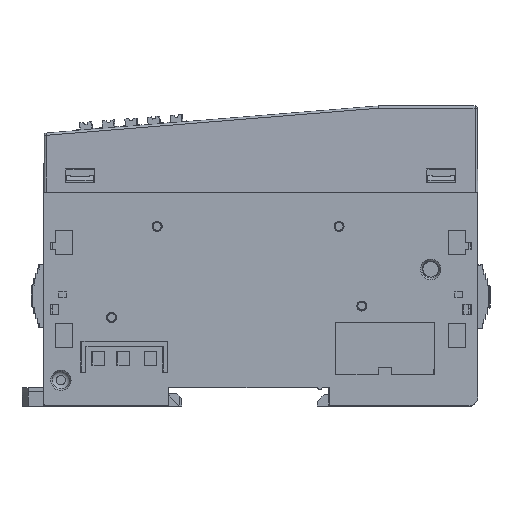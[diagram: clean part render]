
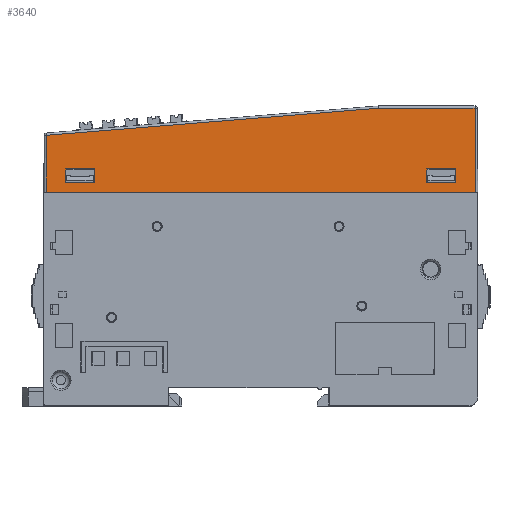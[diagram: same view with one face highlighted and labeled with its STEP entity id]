
A CAD part, left-side view. The second image highlights one B-rep face of the part: STEP entity #3640.
In plain terms, the highlighted planar face has unit normal (-1, 0, 0.005).
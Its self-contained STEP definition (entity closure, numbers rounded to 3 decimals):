
#1045=FACE_BOUND('',#12860,.T.);
#1046=FACE_BOUND('',#12861,.T.);
#1047=FACE_BOUND('',#12862,.T.);
#3640=ADVANCED_FACE('',(#1045,#1046,#1047),#6574,.T.);
#6574=PLANE('',#61188);
#12860=EDGE_LOOP('',(#26641,#26642,#26643,#26644,#26645));
#12861=EDGE_LOOP('',(#26646,#26647,#26648,#26649));
#12862=EDGE_LOOP('',(#26650,#26651,#26652,#26653));
#26641=ORIENTED_EDGE('',*,*,#41623,.T.);
#26642=ORIENTED_EDGE('',*,*,#41617,.T.);
#26643=ORIENTED_EDGE('',*,*,#41642,.T.);
#26644=ORIENTED_EDGE('',*,*,#41725,.T.);
#26645=ORIENTED_EDGE('',*,*,#41649,.T.);
#26646=ORIENTED_EDGE('',*,*,#41726,.T.);
#26647=ORIENTED_EDGE('',*,*,#41727,.T.);
#26648=ORIENTED_EDGE('',*,*,#41728,.T.);
#26649=ORIENTED_EDGE('',*,*,#41729,.T.);
#26650=ORIENTED_EDGE('',*,*,#41730,.F.);
#26651=ORIENTED_EDGE('',*,*,#41714,.F.);
#26652=ORIENTED_EDGE('',*,*,#41721,.F.);
#26653=ORIENTED_EDGE('',*,*,#41724,.F.);
#34040=VERTEX_POINT('',#90108);
#34043=VERTEX_POINT('',#90134);
#34047=VERTEX_POINT('',#90146);
#34059=VERTEX_POINT('',#90206);
#34064=VERTEX_POINT('',#90220);
#34095=VERTEX_POINT('',#90340);
#34098=VERTEX_POINT('',#90345);
#34104=VERTEX_POINT('',#90359);
#34106=VERTEX_POINT('',#90365);
#34107=VERTEX_POINT('',#90370);
#34108=VERTEX_POINT('',#90371);
#34109=VERTEX_POINT('',#90373);
#34110=VERTEX_POINT('',#90375);
#41617=EDGE_CURVE('',#34043,#34040,#49498,.T.);
#41623=EDGE_CURVE('',#34047,#34043,#49502,.T.);
#41642=EDGE_CURVE('',#34040,#34059,#49511,.T.);
#41649=EDGE_CURVE('',#34064,#34047,#49516,.T.);
#41714=EDGE_CURVE('',#34098,#34095,#49577,.T.);
#41721=EDGE_CURVE('',#34104,#34098,#49584,.T.);
#41724=EDGE_CURVE('',#34106,#34104,#49587,.T.);
#41725=EDGE_CURVE('',#34059,#34064,#49588,.T.);
#41726=EDGE_CURVE('',#34107,#34108,#49589,.T.);
#41727=EDGE_CURVE('',#34108,#34109,#49590,.T.);
#41728=EDGE_CURVE('',#34109,#34110,#49591,.T.);
#41729=EDGE_CURVE('',#34110,#34107,#49592,.T.);
#41730=EDGE_CURVE('',#34095,#34106,#49593,.T.);
#49498=LINE('',#90137,#57145);
#49502=LINE('',#90149,#57149);
#49511=LINE('',#90205,#57158);
#49516=LINE('',#90219,#57163);
#49577=LINE('',#90346,#57224);
#49584=LINE('',#90360,#57231);
#49587=LINE('',#90366,#57234);
#49588=LINE('',#90368,#57235);
#49589=LINE('',#90369,#57236);
#49590=LINE('',#90372,#57237);
#49591=LINE('',#90374,#57238);
#49592=LINE('',#90376,#57239);
#49593=LINE('',#90377,#57240);
#57145=VECTOR('',#73538,1.);
#57149=VECTOR('',#73550,1.);
#57158=VECTOR('',#73589,1.);
#57163=VECTOR('',#73602,1.);
#57224=VECTOR('',#73725,1.);
#57231=VECTOR('',#73734,1.);
#57234=VECTOR('',#73739,1.);
#57235=VECTOR('',#73742,1.);
#57236=VECTOR('',#73743,1.);
#57237=VECTOR('',#73744,1.);
#57238=VECTOR('',#73745,1.);
#57239=VECTOR('',#73746,1.);
#57240=VECTOR('',#73747,1.);
#61188=AXIS2_PLACEMENT_3D('',#90378,#73748,#73749);
#73538=DIRECTION('',(0.,0.997,-0.081));
#73550=DIRECTION('',(0.,1.,0.));
#73589=DIRECTION('',(-0.005,0.005,-1.));
#73602=DIRECTION('',(0.005,0.005,1.));
#73725=DIRECTION('',(0.005,0.,1.));
#73734=DIRECTION('',(0.,-1.,0.));
#73739=DIRECTION('',(-0.005,0.,-1.));
#73742=DIRECTION('',(0.,-1.,0.));
#73743=DIRECTION('',(0.,1.,0.));
#73744=DIRECTION('',(0.005,0.,1.));
#73745=DIRECTION('',(0.,-1.,0.));
#73746=DIRECTION('',(-0.005,0.,-1.));
#73747=DIRECTION('',(0.,1.,0.));
#73748=DIRECTION('',(-1.,0.,0.005));
#73749=DIRECTION('',(0.,-1.,0.));
#90108=CARTESIAN_POINT('',(473.417,92.938,34.147));
#90134=CARTESIAN_POINT('',(473.448,19.826,40.115));
#90137=CARTESIAN_POINT('',(473.416,95.706,33.921));
#90146=CARTESIAN_POINT('',(473.448,-1.4,40.115));
#90149=CARTESIAN_POINT('',(473.448,94.701,40.115));
#90205=CARTESIAN_POINT('',(473.351,93.003,21.604));
#90206=CARTESIAN_POINT('',(473.351,93.003,21.613));
#90219=CARTESIAN_POINT('',(473.354,-1.494,22.116));
#90220=CARTESIAN_POINT('',(473.351,-1.497,21.613));
#90340=CARTESIAN_POINT('',(473.378,2.797,26.73));
#90345=CARTESIAN_POINT('',(473.363,2.796,23.813));
#90346=CARTESIAN_POINT('',(473.351,2.796,21.638));
#90359=CARTESIAN_POINT('',(473.363,9.21,23.813));
#90360=CARTESIAN_POINT('',(473.363,94.701,23.813));
#90365=CARTESIAN_POINT('',(473.378,9.21,26.73));
#90366=CARTESIAN_POINT('',(473.351,9.211,21.589));
#90368=CARTESIAN_POINT('',(473.351,94.701,21.613));
#90369=CARTESIAN_POINT('',(473.363,48.498,23.813));
#90370=CARTESIAN_POINT('',(473.363,82.296,23.813));
#90371=CARTESIAN_POINT('',(473.363,88.71,23.813));
#90372=CARTESIAN_POINT('',(473.37,88.71,25.249));
#90373=CARTESIAN_POINT('',(473.378,88.71,26.73));
#90374=CARTESIAN_POINT('',(473.378,85.503,26.73));
#90375=CARTESIAN_POINT('',(473.378,82.297,26.73));
#90376=CARTESIAN_POINT('',(473.37,82.297,25.249));
#90377=CARTESIAN_POINT('',(473.378,94.701,26.73));
#90378=CARTESIAN_POINT('',(473.351,94.701,21.613));
